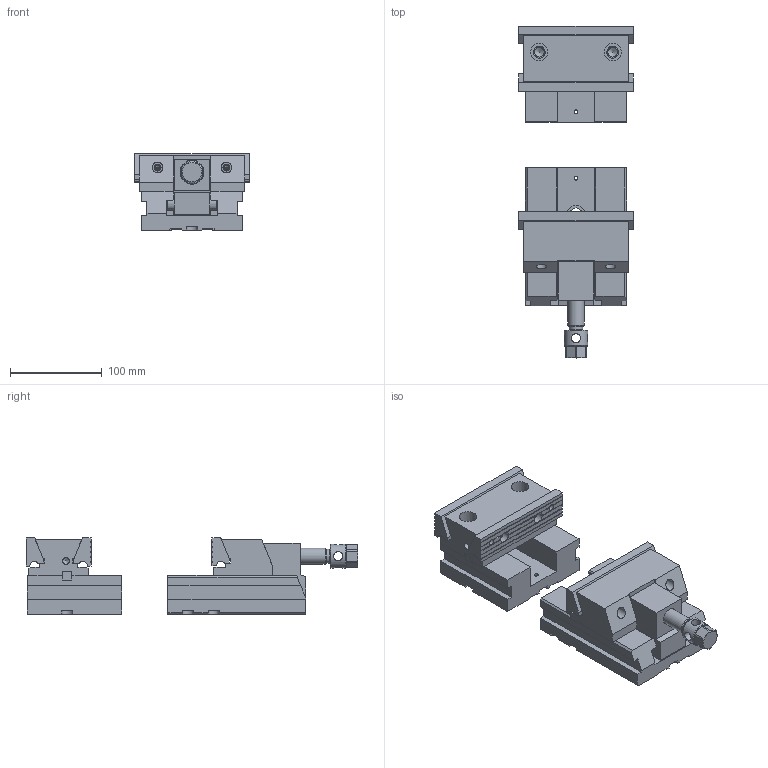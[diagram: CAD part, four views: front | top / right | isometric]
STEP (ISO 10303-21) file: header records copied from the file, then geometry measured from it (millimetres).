
FILE_DESCRIPTION(/* description */ (''),/* implementation_level */ '2;1');
FILE_NAME(/* name */ '30125P_Morzada.stp',/* time_stamp */ '2014-03-31T18:20:03+02:00',/* author */ (''),/* organization */ (''),/* preprocessor_version */ 'ST-DEVELOPER v15',/* originating_system */ 'SIEMENS PLM Software NX 9.0',/* authorisation */ '');
FILE_SCHEMA (('CONFIG_CONTROL_DESIGN'));
Length unit declared in the file: millimetre
Products named in the file (3): 3012590 Taco completo atras; 301252200 Mont Movil; 30125P_Morzada
Assembly tree (2 placements, depth 3):
  30125P_Morzada
    301252200 Mont Movil
      3012590 Taco completo atras
Bounding box: 125 x 361.45 x 83.2 mm (x, y, z)
Volume: 1409948.7 mm3; surface area: 270822 mm2
Topology: 12 solids, 12 shells, 584 faces, 1653 edges, 1094 vertices
Faces by surface type: plane 405, cylinder 136, cone 30, torus 8, sphere 4, bspline 1
Full cylindrical faces by diameter (mm): 4.351 x11, 5.188 x4, 6.5 x2, 6.985 x8, 7.188 x2, 7.5 x6, 8 x2, 8.2 x4, 8.5 x4, 8.782 x2, 10 x4, 10.5 x1, 10.579 x4, 11.5 x2, 12 x4, 13 x3, 14 x6, 14.5 x1, 15 x1, 16.188 x1, 17.732 x1, 18 x1, 19 x3, 26 x1
Entity records: 18463 total; most frequent: CARTESIAN_POINT 3555, DIRECTION 3018, ORIENTED_EDGE 2900, EDGE_CURVE 1450, VERTEX_POINT 1026, AXIS2_PLACEMENT_3D 1025, LINE 968, VECTOR 968
